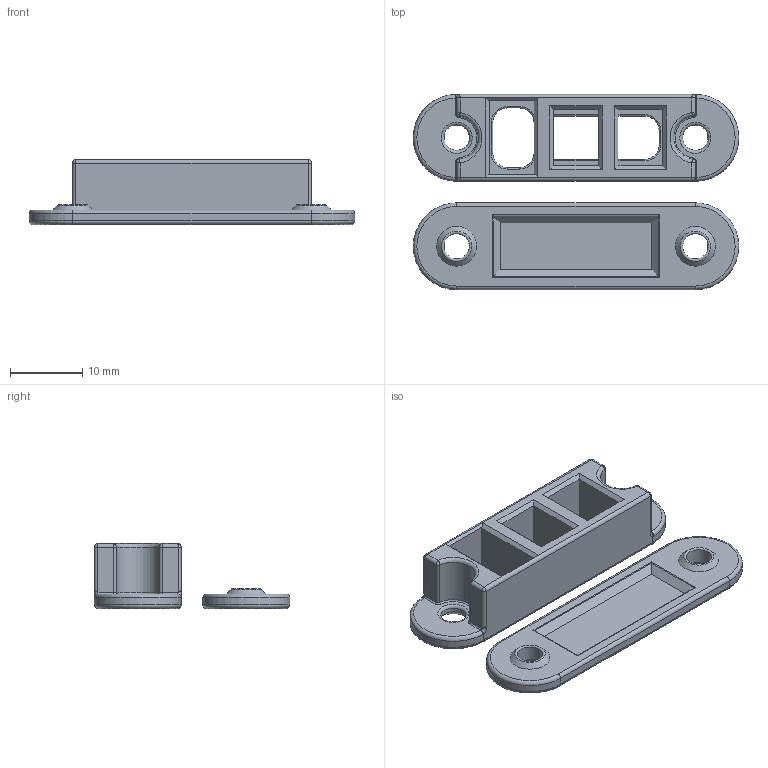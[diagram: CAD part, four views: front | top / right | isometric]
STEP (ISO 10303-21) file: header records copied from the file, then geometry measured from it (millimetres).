
FILE_DESCRIPTION(/* description */ (''),/* implementation_level */ '2;1');
FILE_NAME(/* name */ 'JST-XH Mount 3-2-2 v4.step',/* time_stamp */ '2022-10-19T21:07:39-05:00',/* author */ (''),/* organization */ (''),/* preprocessor_version */ 'ST-DEVELOPER v19',/* originating_system */ 'Autodesk Translation Framework v11.7.0.108',/* authorisation */ '');
FILE_SCHEMA (('AUTOMOTIVE_DESIGN { 1 0 10303 214 3 1 1 }'));
Length unit declared in the file: millimetre
Products named in the file (1): JST-XH Mount 3-2-2
Bounding box: 45 x 27 x 9 mm (x, y, z)
Volume: 2922.3 mm3; surface area: 3538 mm2
Topology: 2 solids, 2 shells, 178 faces, 446 edges, 262 vertices
Faces by surface type: cylinder 66, plane 58, torus 38, bspline 12, cone 4
Full cylindrical faces by diameter (mm): 3.5 x4
Entity records: 5664 total; most frequent: CARTESIAN_POINT 1373, DIRECTION 928, ORIENTED_EDGE 876, EDGE_CURVE 438, AXIS2_PLACEMENT_3D 355, VERTEX_POINT 262, LINE 218, VECTOR 218
